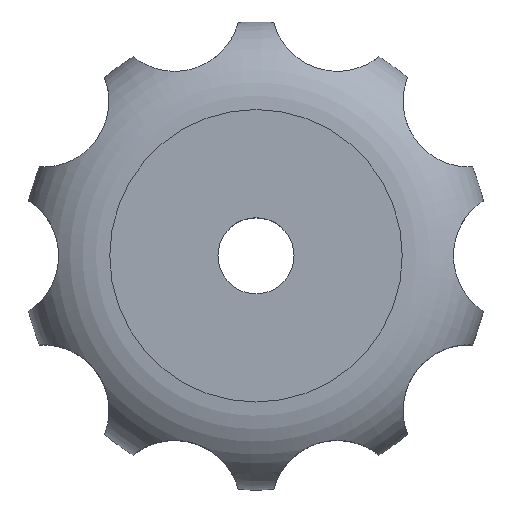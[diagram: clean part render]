
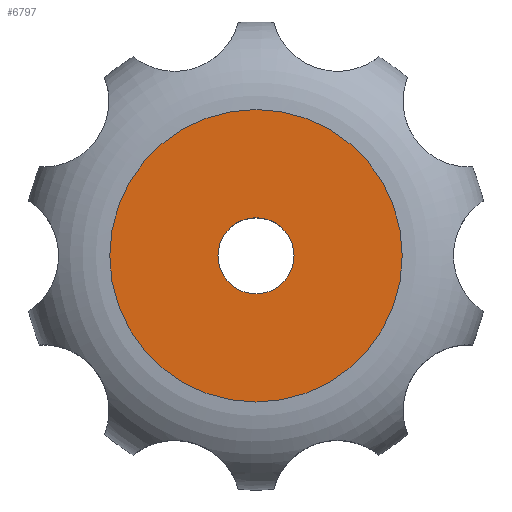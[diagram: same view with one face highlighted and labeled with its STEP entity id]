
A CAD part, top view. The second image highlights one B-rep face of the part: STEP entity #6797.
In plain terms, the highlighted planar face has unit normal (0, 0, 1).
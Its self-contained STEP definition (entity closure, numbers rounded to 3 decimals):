
#100 = TOROIDAL_SURFACE('',#101,10.,6.);
#101 = AXIS2_PLACEMENT_3D('',#102,#103,#104);
#102 = CARTESIAN_POINT('',(0.,0.,8.));
#103 = DIRECTION('',(0.,0.,1.));
#104 = DIRECTION('',(1.,0.,0.));
#3621 = VERTEX_POINT('',#3622);
#3622 = CARTESIAN_POINT('',(10.,0.,14.));
#3642 = EDGE_CURVE('',#3621,#3621,#3643,.T.);
#3643 = SURFACE_CURVE('',#3644,(#3649,#3656),.PCURVE_S1.);
#3644 = CIRCLE('',#3645,10.);
#3645 = AXIS2_PLACEMENT_3D('',#3646,#3647,#3648);
#3646 = CARTESIAN_POINT('',(0.,0.,14.));
#3647 = DIRECTION('',(0.,0.,1.));
#3648 = DIRECTION('',(1.,0.,0.));
#3649 = PCURVE('',#100,#3650);
#3650 = DEFINITIONAL_REPRESENTATION('',(#3651),#3655);
#3651 = LINE('',#3652,#3653);
#3652 = CARTESIAN_POINT('',(0.,1.571));
#3653 = VECTOR('',#3654,1.);
#3654 = DIRECTION('',(1.,0.));
#3655 = ( GEOMETRIC_REPRESENTATION_CONTEXT(2) 
PARAMETRIC_REPRESENTATION_CONTEXT() REPRESENTATION_CONTEXT('2D SPACE',''
  ) );
#3656 = PCURVE('',#3657,#3662);
#3657 = PLANE('',#3658);
#3658 = AXIS2_PLACEMENT_3D('',#3659,#3660,#3661);
#3659 = CARTESIAN_POINT('',(0.,0.,14.));
#3660 = DIRECTION('',(0.,0.,1.));
#3661 = DIRECTION('',(1.,0.,0.));
#3662 = DEFINITIONAL_REPRESENTATION('',(#3663),#3667);
#3663 = CIRCLE('',#3664,10.);
#3664 = AXIS2_PLACEMENT_2D('',#3665,#3666);
#3665 = CARTESIAN_POINT('',(0.,0.));
#3666 = DIRECTION('',(1.,0.));
#3667 = ( GEOMETRIC_REPRESENTATION_CONTEXT(2) 
PARAMETRIC_REPRESENTATION_CONTEXT() REPRESENTATION_CONTEXT('2D SPACE',''
  ) );
#6797 = ADVANCED_FACE('',(#6798,#6801),#3657,.T.);
#6798 = FACE_BOUND('',#6799,.T.);
#6799 = EDGE_LOOP('',(#6800));
#6800 = ORIENTED_EDGE('',*,*,#3642,.T.);
#6801 = FACE_BOUND('',#6802,.T.);
#6802 = EDGE_LOOP('',(#6803));
#6803 = ORIENTED_EDGE('',*,*,#6804,.F.);
#6804 = EDGE_CURVE('',#6805,#6805,#6807,.T.);
#6805 = VERTEX_POINT('',#6806);
#6806 = CARTESIAN_POINT('',(2.6,0.,14.));
#6807 = SURFACE_CURVE('',#6808,(#6813,#6820),.PCURVE_S1.);
#6808 = CIRCLE('',#6809,2.6);
#6809 = AXIS2_PLACEMENT_3D('',#6810,#6811,#6812);
#6810 = CARTESIAN_POINT('',(0.,0.,14.));
#6811 = DIRECTION('',(0.,0.,1.));
#6812 = DIRECTION('',(1.,0.,0.));
#6813 = PCURVE('',#3657,#6814);
#6814 = DEFINITIONAL_REPRESENTATION('',(#6815),#6819);
#6815 = CIRCLE('',#6816,2.6);
#6816 = AXIS2_PLACEMENT_2D('',#6817,#6818);
#6817 = CARTESIAN_POINT('',(0.,0.));
#6818 = DIRECTION('',(1.,0.));
#6819 = ( GEOMETRIC_REPRESENTATION_CONTEXT(2) 
PARAMETRIC_REPRESENTATION_CONTEXT() REPRESENTATION_CONTEXT('2D SPACE',''
  ) );
#6820 = PCURVE('',#6821,#6826);
#6821 = CYLINDRICAL_SURFACE('',#6822,2.6);
#6822 = AXIS2_PLACEMENT_3D('',#6823,#6824,#6825);
#6823 = CARTESIAN_POINT('',(0.,0.,-1.));
#6824 = DIRECTION('',(0.,0.,1.));
#6825 = DIRECTION('',(1.,0.,0.));
#6826 = DEFINITIONAL_REPRESENTATION('',(#6827),#6831);
#6827 = LINE('',#6828,#6829);
#6828 = CARTESIAN_POINT('',(0.,15.));
#6829 = VECTOR('',#6830,1.);
#6830 = DIRECTION('',(1.,0.));
#6831 = ( GEOMETRIC_REPRESENTATION_CONTEXT(2) 
PARAMETRIC_REPRESENTATION_CONTEXT() REPRESENTATION_CONTEXT('2D SPACE',''
  ) );
